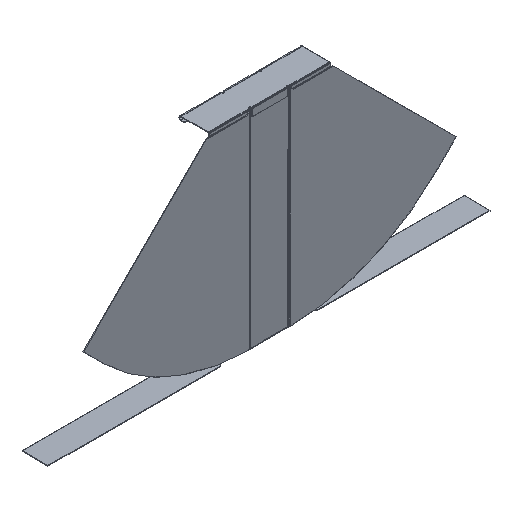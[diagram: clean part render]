
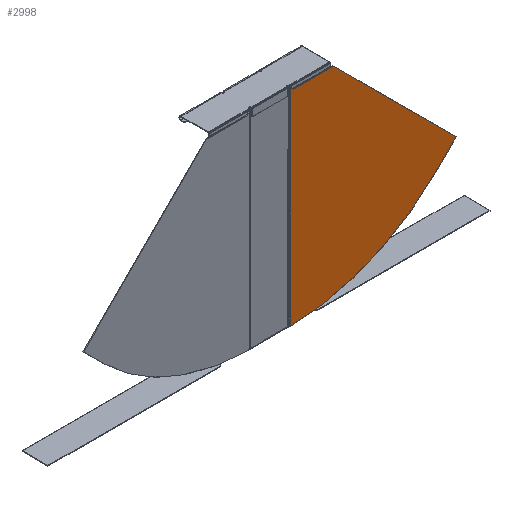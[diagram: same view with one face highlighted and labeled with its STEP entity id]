
A CAD part, isometric view. The second image highlights one B-rep face of the part: STEP entity #2998.
In plain terms, the highlighted planar face has unit normal (0, -1, 0).
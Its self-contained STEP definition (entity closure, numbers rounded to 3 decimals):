
#3 = ORIENTED_EDGE ( 'NONE', *, *, #2615, .T. ) ;
#35 = CIRCLE ( 'NONE', #2739, 393.75 ) ;
#140 = CARTESIAN_POINT ( 'NONE',  ( 313.918, -2.5, -276.173 ) ) ;
#205 = EDGE_LOOP ( 'NONE', ( #408, #2628, #1721, #3, #4146, #2095 ) ) ;
#369 = LINE ( 'NONE', #947, #470 ) ;
#408 = ORIENTED_EDGE ( 'NONE', *, *, #3449, .T. ) ;
#416 = VECTOR ( 'NONE', #1578, 1000. ) ;
#470 = VECTOR ( 'NONE', #2256, 1000. ) ;
#601 = VERTEX_POINT ( 'NONE', #2951 ) ;
#618 = DIRECTION ( 'NONE',  ( 0., 0., 1. ) ) ;
#947 = CARTESIAN_POINT ( 'NONE',  ( 43.995, -2.5, -7. ) ) ;
#952 = VERTEX_POINT ( 'NONE', #2617 ) ;
#999 = VERTEX_POINT ( 'NONE', #1979 ) ;
#1026 = EDGE_CURVE ( 'NONE', #952, #1133, #4140, .T. ) ;
#1133 = VERTEX_POINT ( 'NONE', #1726 ) ;
#1219 = LINE ( 'NONE', #2190, #416 ) ;
#1223 = AXIS2_PLACEMENT_3D ( 'NONE', #2589, #3231, #618 ) ;
#1248 = CARTESIAN_POINT ( 'NONE',  ( 38.182, -2.5, 2.25 ) ) ;
#1262 = VERTEX_POINT ( 'NONE', #4094 ) ;
#1267 = DIRECTION ( 'NONE',  ( -1., 0., 0. ) ) ;
#1318 = DIRECTION ( 'NONE',  ( 0., 0., 1. ) ) ;
#1329 = EDGE_CURVE ( 'NONE', #999, #1262, #1219, .T. ) ;
#1402 = DIRECTION ( 'NONE',  ( 0., -1., 0. ) ) ;
#1495 = LINE ( 'NONE', #140, #2806 ) ;
#1578 = DIRECTION ( 'NONE',  ( -0.707, 0., 0.707 ) ) ;
#1595 = FACE_OUTER_BOUND ( 'NONE', #205, .T. ) ;
#1721 = ORIENTED_EDGE ( 'NONE', *, *, #1329, .T. ) ;
#1723 = VERTEX_POINT ( 'NONE', #2248 ) ;
#1726 = CARTESIAN_POINT ( 'NONE',  ( 38.182, -2.5, -1.187 ) ) ;
#1979 = CARTESIAN_POINT ( 'NONE',  ( 351.543, -2.5, -238.548 ) ) ;
#2006 = CARTESIAN_POINT ( 'NONE',  ( 35.495, -2.5, 2.25 ) ) ;
#2095 = ORIENTED_EDGE ( 'NONE', *, *, #1026, .F. ) ;
#2190 = CARTESIAN_POINT ( 'NONE',  ( 351.543, -2.5, -238.548 ) ) ;
#2238 = DIRECTION ( 'NONE',  ( 0., 0., 1. ) ) ;
#2248 = CARTESIAN_POINT ( 'NONE',  ( 43.995, -2.5, -7. ) ) ;
#2256 = DIRECTION ( 'NONE',  ( -0.707, 0., 0.707 ) ) ;
#2371 = VECTOR ( 'NONE', #1267, 1000. ) ;
#2543 = EDGE_CURVE ( 'NONE', #1723, #1133, #369, .T. ) ;
#2582 = VECTOR ( 'NONE', #2238, 1000. ) ;
#2589 = CARTESIAN_POINT ( 'NONE',  ( 35.495, -2.5, 2.25 ) ) ;
#2614 = LINE ( 'NONE', #3816, #2371 ) ;
#2615 = EDGE_CURVE ( 'NONE', #1262, #1723, #2614, .T. ) ;
#2617 = CARTESIAN_POINT ( 'NONE',  ( 38.182, -2.5, -391.491 ) ) ;
#2628 = ORIENTED_EDGE ( 'NONE', *, *, #4070, .T. ) ;
#2739 = AXIS2_PLACEMENT_3D ( 'NONE', #2006, #1402, #1318 ) ;
#2806 = VECTOR ( 'NONE', #3692, 1000. ) ;
#2951 = CARTESIAN_POINT ( 'NONE',  ( 313.918, -2.5, -276.173 ) ) ;
#2998 = ADVANCED_FACE ( 'NONE', ( #1595 ), #3533, .F. ) ;
#3231 = DIRECTION ( 'NONE',  ( 0., 1., 0. ) ) ;
#3449 = EDGE_CURVE ( 'NONE', #952, #601, #35, .T. ) ;
#3533 = PLANE ( 'NONE',  #1223 ) ;
#3692 = DIRECTION ( 'NONE',  ( 0.707, 0., 0.707 ) ) ;
#3816 = CARTESIAN_POINT ( 'NONE',  ( 119.995, -2.5, -7. ) ) ;
#4070 = EDGE_CURVE ( 'NONE', #601, #999, #1495, .T. ) ;
#4094 = CARTESIAN_POINT ( 'NONE',  ( 119.995, -2.5, -7. ) ) ;
#4140 = LINE ( 'NONE', #1248, #2582 ) ;
#4146 = ORIENTED_EDGE ( 'NONE', *, *, #2543, .T. ) ;
